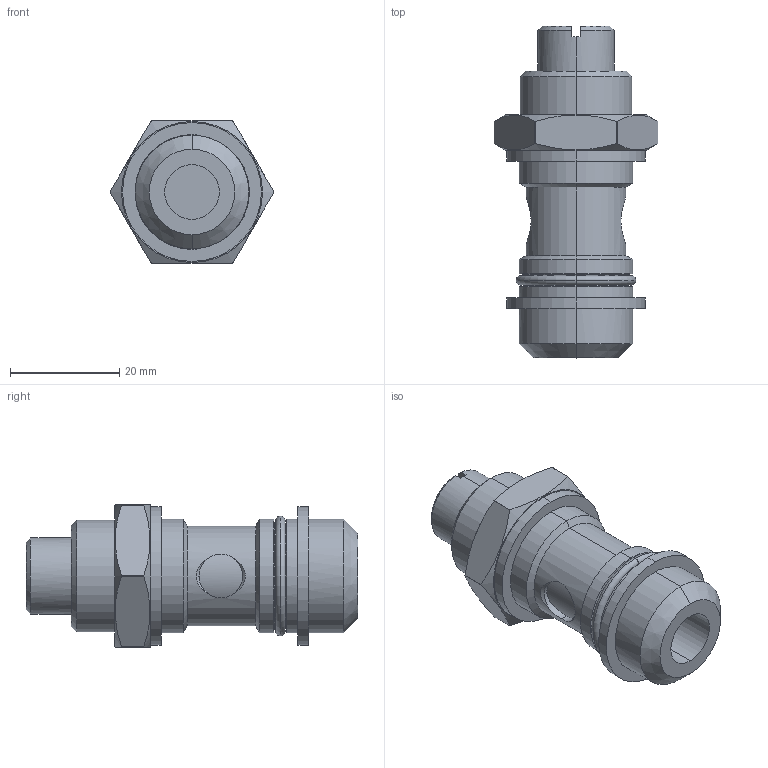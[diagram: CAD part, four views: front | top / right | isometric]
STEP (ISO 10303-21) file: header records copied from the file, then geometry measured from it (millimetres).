
FILE_DESCRIPTION (( 'STEP AP203' ), '1' );
FILE_NAME ('04050B04.STEP', '2010-03-25T09:44:10', ( '' ), ( 'sopra-pneumatic' ), 'SwSTEP 2.0', 'SolidWorks 2009', '' );
FILE_SCHEMA (( 'CONFIG_CONTROL_DESIGN' ));
Length unit declared in the file: millimetre
Products named in the file (1): 04050B04
Bounding box: 30 x 60.75 x 26 mm (x, y, z)
Volume: 18088.3 mm3; surface area: 7003 mm2
Topology: 2 solids, 2 shells, 95 faces, 230 edges, 144 vertices
Faces by surface type: cylinder 36, plane 29, cone 22, torus 8
Entity records: 3223 total; most frequent: CARTESIAN_POINT 912, DIRECTION 480, ORIENTED_EDGE 460, EDGE_CURVE 230, AXIS2_PLACEMENT_3D 196, VERTEX_POINT 144, EDGE_LOOP 108, CIRCLE 100
